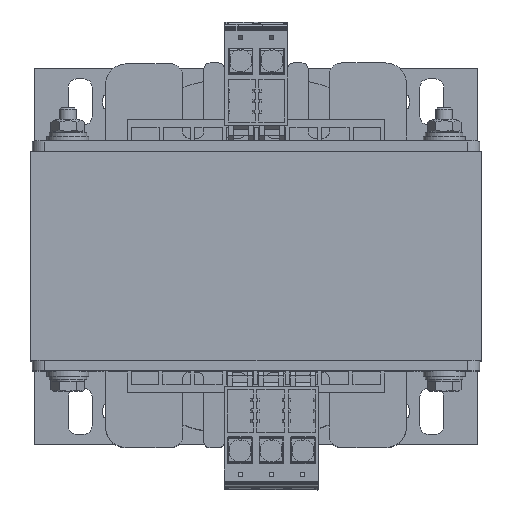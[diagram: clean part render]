
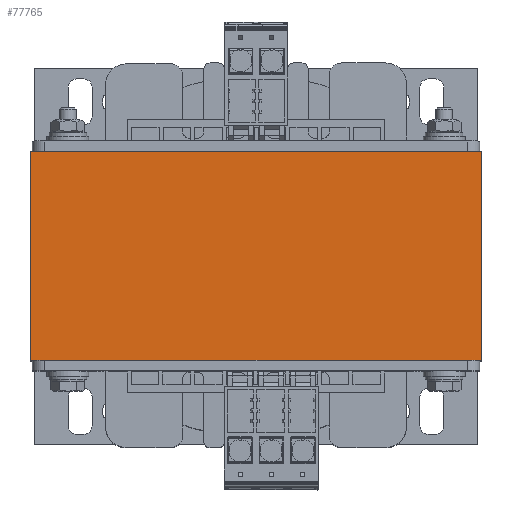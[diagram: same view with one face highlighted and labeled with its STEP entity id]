
A CAD part, top view. The second image highlights one B-rep face of the part: STEP entity #77765.
In plain terms, the highlighted planar face has unit normal (0, 0, 1).
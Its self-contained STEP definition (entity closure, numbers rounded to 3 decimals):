
#2636=FACE_OUTER_BOUND('',#6616,.T.);
#6616=EDGE_LOOP('',(#48499,#48500,#48501,#48502));
#10756=LINE('',#107325,#20405);
#10787=LINE('',#107403,#20436);
#10788=LINE('',#107405,#20437);
#10789=LINE('',#107406,#20438);
#20405=VECTOR('',#87264,1.);
#20436=VECTOR('',#87337,1.);
#20437=VECTOR('',#87338,1.);
#20438=VECTOR('',#87339,1.);
#30053=VERTEX_POINT('',#107321);
#30055=VERTEX_POINT('',#107324);
#30081=VERTEX_POINT('',#107402);
#30082=VERTEX_POINT('',#107404);
#37302=EDGE_CURVE('',#30055,#30053,#10756,.T.);
#37341=EDGE_CURVE('',#30081,#30053,#10787,.T.);
#37342=EDGE_CURVE('',#30081,#30082,#10788,.T.);
#37343=EDGE_CURVE('',#30082,#30055,#10789,.T.);
#48499=ORIENTED_EDGE('',*,*,#37341,.F.);
#48500=ORIENTED_EDGE('',*,*,#37342,.T.);
#48501=ORIENTED_EDGE('',*,*,#37343,.T.);
#48502=ORIENTED_EDGE('',*,*,#37302,.T.);
#70712=PLANE('',#82074);
#77765=ADVANCED_FACE('',(#2636),#70712,.T.);
#82074=AXIS2_PLACEMENT_3D('',#107401,#87335,#87336);
#87264=DIRECTION('',(1.,0.,0.));
#87335=DIRECTION('center_axis',(0.,0.,1.));
#87336=DIRECTION('ref_axis',(0.,-1.,0.));
#87337=DIRECTION('',(0.,-1.,0.));
#87338=DIRECTION('',(-1.,0.,0.));
#87339=DIRECTION('',(0.,-1.,0.));
#107321=CARTESIAN_POINT('',(233.772,-58.809,62.5));
#107324=CARTESIAN_POINT('',(125.772,-58.809,62.5));
#107325=CARTESIAN_POINT('',(233.772,-58.809,62.5));
#107401=CARTESIAN_POINT('Origin',(125.772,-8.809,62.5));
#107402=CARTESIAN_POINT('',(233.772,-8.809,62.5));
#107403=CARTESIAN_POINT('',(233.772,-8.809,62.5));
#107404=CARTESIAN_POINT('',(125.772,-8.809,62.5));
#107405=CARTESIAN_POINT('',(233.772,-8.809,62.5));
#107406=CARTESIAN_POINT('',(125.772,-8.809,62.5));
